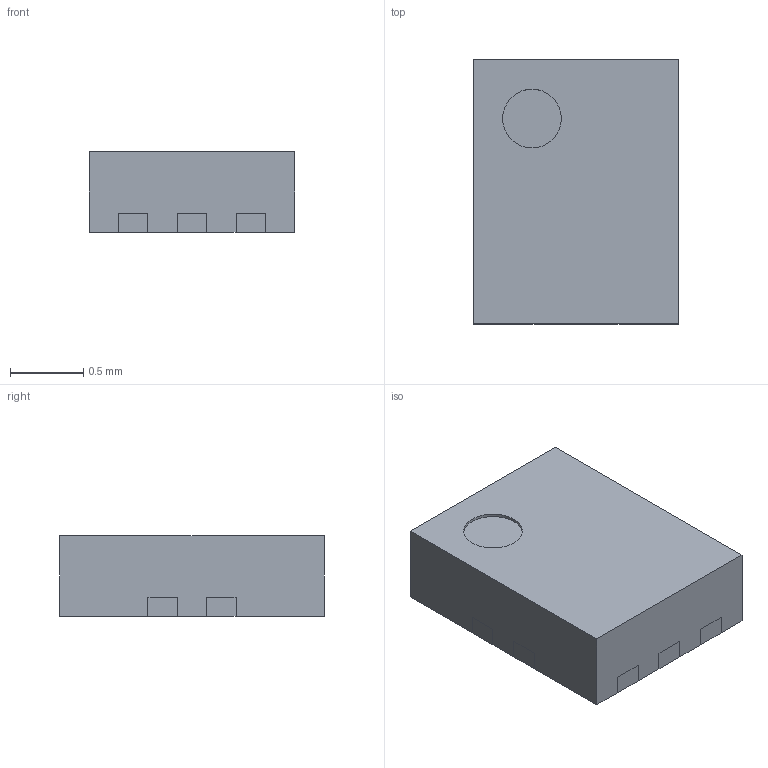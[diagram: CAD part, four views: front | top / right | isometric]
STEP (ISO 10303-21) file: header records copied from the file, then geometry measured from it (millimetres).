
FILE_DESCRIPTION((''),'2;1');
FILE_NAME('QFN40P140X180X55-10N.stp','2014-07-07T12:29:57',(''),(''),'Mechanical Desktop 2011','Mechanical Desktop 2011',', , ');
FILE_SCHEMA(('AUTOMOTIVE_DESIGN { 1 2 10303 214 1 1 1 1 }'));
Length unit declared in the file: millimetre
Products named in the file (1): Product
Bounding box: 1.4 x 1.8 x 0.55 mm (x, y, z)
Volume: 1.4 mm3; surface area: 12.9 mm2
Topology: 11 solids, 11 shells, 111 faces, 264 edges, 176 vertices
Faces by surface type: plane 59, bspline 50, cylinder 2
Entity records: 3184 total; most frequent: CARTESIAN_POINT 702, ORIENTED_EDGE 528, DIRECTION 392, EDGE_CURVE 264, VECTOR 260, LINE 260, VERTEX_POINT 176, EDGE_LOOP 112
